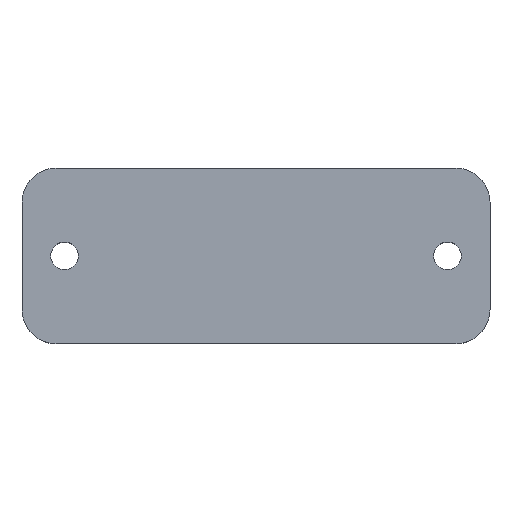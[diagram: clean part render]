
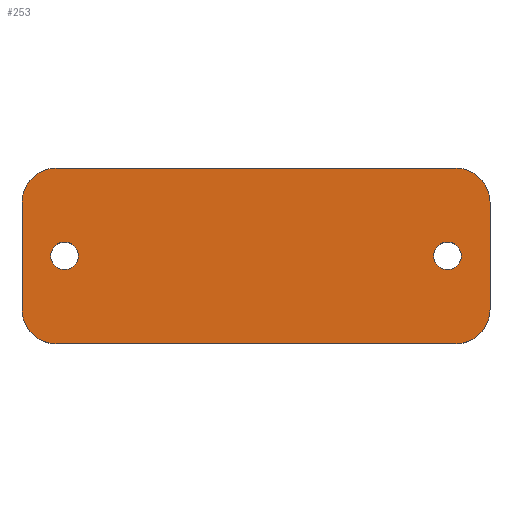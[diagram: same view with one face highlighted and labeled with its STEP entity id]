
A CAD part, top view. The second image highlights one B-rep face of the part: STEP entity #253.
In plain terms, the highlighted planar face has unit normal (0, 0, 1).
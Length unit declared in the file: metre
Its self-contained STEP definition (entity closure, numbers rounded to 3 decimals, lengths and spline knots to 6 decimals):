
#16=PLANE('',#283);
#21=LINE('',#458,#41);
#26=LINE('',#468,#46);
#32=LINE('',#481,#52);
#37=LINE('',#492,#57);
#41=VECTOR('',#316,1.);
#46=VECTOR('',#323,1.);
#52=VECTOR('',#331,1.);
#57=VECTOR('',#338,1.);
#90=ORIENTED_EDGE('',*,*,#132,.F.);
#91=ORIENTED_EDGE('',*,*,#130,.F.);
#92=ORIENTED_EDGE('',*,*,#154,.F.);
#93=ORIENTED_EDGE('',*,*,#156,.T.);
#94=ORIENTED_EDGE('',*,*,#138,.F.);
#95=ORIENTED_EDGE('',*,*,#157,.T.);
#96=ORIENTED_EDGE('',*,*,#143,.T.);
#97=ORIENTED_EDGE('',*,*,#158,.T.);
#98=ORIENTED_EDGE('',*,*,#149,.T.);
#99=ORIENTED_EDGE('',*,*,#159,.T.);
#130=EDGE_CURVE('',#164,#164,#188,.T.);
#132=EDGE_CURVE('',#166,#166,#190,.T.);
#138=EDGE_CURVE('',#172,#173,#21,.T.);
#143=EDGE_CURVE('',#176,#177,#26,.T.);
#149=EDGE_CURVE('',#182,#181,#32,.T.);
#154=EDGE_CURVE('',#186,#187,#37,.T.);
#156=EDGE_CURVE('',#186,#173,#192,.T.);
#157=EDGE_CURVE('',#172,#176,#193,.T.);
#158=EDGE_CURVE('',#177,#182,#194,.T.);
#159=EDGE_CURVE('',#181,#187,#195,.T.);
#164=VERTEX_POINT('',#373);
#166=VERTEX_POINT('',#378);
#172=VERTEX_POINT('',#459);
#173=VERTEX_POINT('',#460);
#176=VERTEX_POINT('',#469);
#177=VERTEX_POINT('',#470);
#181=VERTEX_POINT('',#480);
#182=VERTEX_POINT('',#482);
#186=VERTEX_POINT('',#491);
#187=VERTEX_POINT('',#493);
#188=CIRCLE('',#274,0.00325);
#190=CIRCLE('',#277,0.00325);
#192=CIRCLE('',#284,0.008);
#193=CIRCLE('',#285,0.008);
#194=CIRCLE('',#286,0.008);
#195=CIRCLE('',#287,0.008);
#209=EDGE_LOOP('',(#90));
#210=EDGE_LOOP('',(#91));
#211=EDGE_LOOP('',(#92,#93,#94,#95,#96,#97,#98,#99));
#229=FACE_BOUND('',#209,.T.);
#230=FACE_BOUND('',#210,.T.);
#231=FACE_BOUND('',#211,.T.);
#253=ADVANCED_FACE('',(#229,#230,#231),#16,.T.);
#274=AXIS2_PLACEMENT_3D('',#372,#302,#303);
#277=AXIS2_PLACEMENT_3D('',#377,#308,#309);
#283=AXIS2_PLACEMENT_3D('',#495,#340,#341);
#284=AXIS2_PLACEMENT_3D('',#496,#342,#343);
#285=AXIS2_PLACEMENT_3D('',#497,#344,#345);
#286=AXIS2_PLACEMENT_3D('',#498,#346,#347);
#287=AXIS2_PLACEMENT_3D('',#499,#348,#349);
#302=DIRECTION('',(0.,0.,1.));
#303=DIRECTION('',(1.,0.,0.));
#308=DIRECTION('',(0.,0.,1.));
#309=DIRECTION('',(1.,0.,0.));
#316=DIRECTION('',(1.,0.,0.));
#323=DIRECTION('',(0.,-1.,0.));
#331=DIRECTION('',(1.,0.,0.));
#338=DIRECTION('',(0.,-1.,0.));
#340=DIRECTION('',(0.,0.,1.));
#341=DIRECTION('',(1.,0.,0.));
#342=DIRECTION('',(0.,0.,1.));
#343=DIRECTION('',(1.,0.,0.));
#344=DIRECTION('',(0.,0.,1.));
#345=DIRECTION('',(1.,0.,0.));
#346=DIRECTION('',(0.,0.,1.));
#347=DIRECTION('',(1.,0.,0.));
#348=DIRECTION('',(0.,0.,1.));
#349=DIRECTION('',(1.,0.,0.));
#372=CARTESIAN_POINT('',(-0.045,0.,0.10005));
#373=CARTESIAN_POINT('',(-0.04175,0.,0.10005));
#377=CARTESIAN_POINT('',(0.045,0.,0.10005));
#378=CARTESIAN_POINT('',(0.04825,0.,0.10005));
#458=CARTESIAN_POINT('',(0.,0.020638,0.10005));
#459=CARTESIAN_POINT('',(-0.047,0.020638,0.10005));
#460=CARTESIAN_POINT('',(0.047,0.020638,0.10005));
#468=CARTESIAN_POINT('',(-0.055,0.,0.10005));
#469=CARTESIAN_POINT('',(-0.055,0.012638,0.10005));
#470=CARTESIAN_POINT('',(-0.055,-0.012638,0.10005));
#480=CARTESIAN_POINT('',(0.047,-0.020638,0.10005));
#481=CARTESIAN_POINT('',(0.,-0.020638,0.10005));
#482=CARTESIAN_POINT('',(-0.047,-0.020638,0.10005));
#491=CARTESIAN_POINT('',(0.055,0.012638,0.10005));
#492=CARTESIAN_POINT('',(0.055,0.,0.10005));
#493=CARTESIAN_POINT('',(0.055,-0.012638,0.10005));
#495=CARTESIAN_POINT('',(0.,0.,0.10005));
#496=CARTESIAN_POINT('',(0.047,0.012638,0.10005));
#497=CARTESIAN_POINT('',(-0.047,0.012638,0.10005));
#498=CARTESIAN_POINT('',(-0.047,-0.012638,0.10005));
#499=CARTESIAN_POINT('',(0.047,-0.012638,0.10005));
